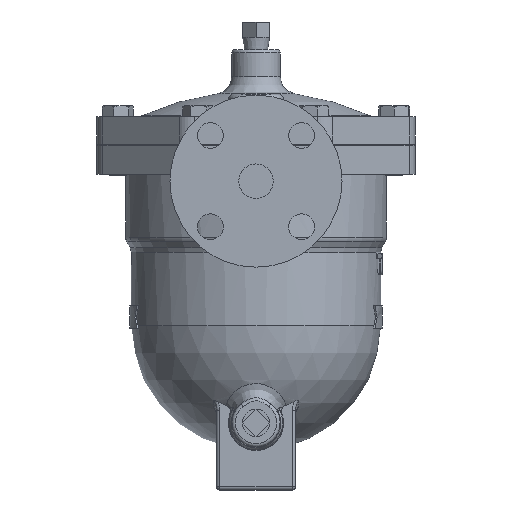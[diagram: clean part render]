
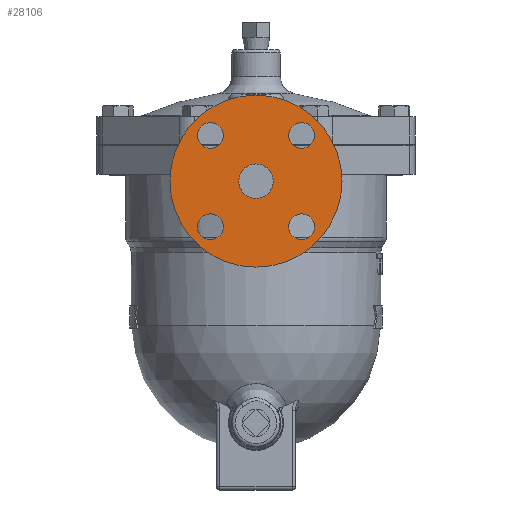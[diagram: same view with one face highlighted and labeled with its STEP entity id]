
A CAD part, left-side view. The second image highlights one B-rep face of the part: STEP entity #28106.
In plain terms, the highlighted planar face has unit normal (-1, 0, 0).
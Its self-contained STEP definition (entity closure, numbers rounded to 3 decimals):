
#25362=CARTESIAN_POINT('',(-130.0,0.,-31.0));
#25363=VERTEX_POINT('',#25362);
#25364=CARTESIAN_POINT('',(-130.0,0.0,-21.0));
#25365=DIRECTION('',(1.0,0.0,0.0));
#25366=DIRECTION('',(0.0,0.0,1.0));
#25367=AXIS2_PLACEMENT_3D('',#25364,#25365,#25366);
#25368=CIRCLE('',#25367,10.0);
#25369=EDGE_CURVE('',#25363,#25363,#25368,.T.);
#25429=CARTESIAN_POINT('',(-130.0,0.,-71.0));
#25430=VERTEX_POINT('',#25429);
#25431=CARTESIAN_POINT('',(-130.0,0.0,-21.0));
#25432=DIRECTION('',(-1.0,0.0,0.0));
#25433=DIRECTION('',(0.0,0.0,1.0));
#25434=AXIS2_PLACEMENT_3D('',#25431,#25432,#25433);
#25435=CIRCLE('',#25434,50.0);
#25436=EDGE_CURVE('',#25430,#25430,#25435,.T.);
#25452=CARTESIAN_POINT('',(-130.0,-19.017,5.517));
#25453=VERTEX_POINT('',#25452);
#25454=CARTESIAN_POINT('',(-130.0,-26.517,5.517));
#25455=DIRECTION('',(1.0,0.0,0.0));
#25456=DIRECTION('',(0.0,1.0,0.0));
#25457=AXIS2_PLACEMENT_3D('',#25454,#25455,#25456);
#25458=CIRCLE('',#25457,7.5);
#25459=EDGE_CURVE('',#25453,#25453,#25458,.T.);
#25472=CARTESIAN_POINT('',(-130.0,-26.517,-40.017));
#25473=VERTEX_POINT('',#25472);
#25474=CARTESIAN_POINT('',(-130.0,-26.517,-47.517));
#25475=DIRECTION('',(1.0,0.0,0.0));
#25476=DIRECTION('',(0.0,0.0,1.0));
#25477=AXIS2_PLACEMENT_3D('',#25474,#25475,#25476);
#25478=CIRCLE('',#25477,7.5);
#25479=EDGE_CURVE('',#25473,#25473,#25478,.T.);
#25492=CARTESIAN_POINT('',(-130.0,19.017,-47.517));
#25493=VERTEX_POINT('',#25492);
#25494=CARTESIAN_POINT('',(-130.0,26.517,-47.517));
#25495=DIRECTION('',(1.0,0.0,0.0));
#25496=DIRECTION('',(0.0,-1.0,0.0));
#25497=AXIS2_PLACEMENT_3D('',#25494,#25495,#25496);
#25498=CIRCLE('',#25497,7.5);
#25499=EDGE_CURVE('',#25493,#25493,#25498,.T.);
#25512=CARTESIAN_POINT('',(-130.0,26.517,-1.983));
#25513=VERTEX_POINT('',#25512);
#25514=CARTESIAN_POINT('',(-130.0,26.517,5.517));
#25515=DIRECTION('',(1.0,0.0,0.0));
#25516=DIRECTION('',(0.0,0.0,-1.0));
#25517=AXIS2_PLACEMENT_3D('',#25514,#25515,#25516);
#25518=CIRCLE('',#25517,7.5);
#25519=EDGE_CURVE('',#25513,#25513,#25518,.T.);
#28083=CARTESIAN_POINT('',(-130.0,0.0,-21.0));
#28084=DIRECTION('',(-1.0,0.0,0.0));
#28085=DIRECTION('',(0.0,0.0,1.0));
#28086=AXIS2_PLACEMENT_3D('',#28083,#28084,#28085);
#28087=PLANE('',#28086);
#28088=ORIENTED_EDGE('',*,*,#25436,.T.);
#28089=EDGE_LOOP('',(#28088));
#28090=FACE_OUTER_BOUND('',#28089,.T.);
#28091=ORIENTED_EDGE('',*,*,#25369,.T.);
#28092=EDGE_LOOP('',(#28091));
#28093=FACE_BOUND('',#28092,.T.);
#28094=ORIENTED_EDGE('',*,*,#25459,.T.);
#28095=EDGE_LOOP('',(#28094));
#28096=FACE_BOUND('',#28095,.T.);
#28097=ORIENTED_EDGE('',*,*,#25479,.T.);
#28098=EDGE_LOOP('',(#28097));
#28099=FACE_BOUND('',#28098,.T.);
#28100=ORIENTED_EDGE('',*,*,#25499,.T.);
#28101=EDGE_LOOP('',(#28100));
#28102=FACE_BOUND('',#28101,.T.);
#28103=ORIENTED_EDGE('',*,*,#25519,.T.);
#28104=EDGE_LOOP('',(#28103));
#28105=FACE_BOUND('',#28104,.T.);
#28106=ADVANCED_FACE('',(#28090,#28093,#28096,#28099,#28102,#28105),#28087,.T.);
